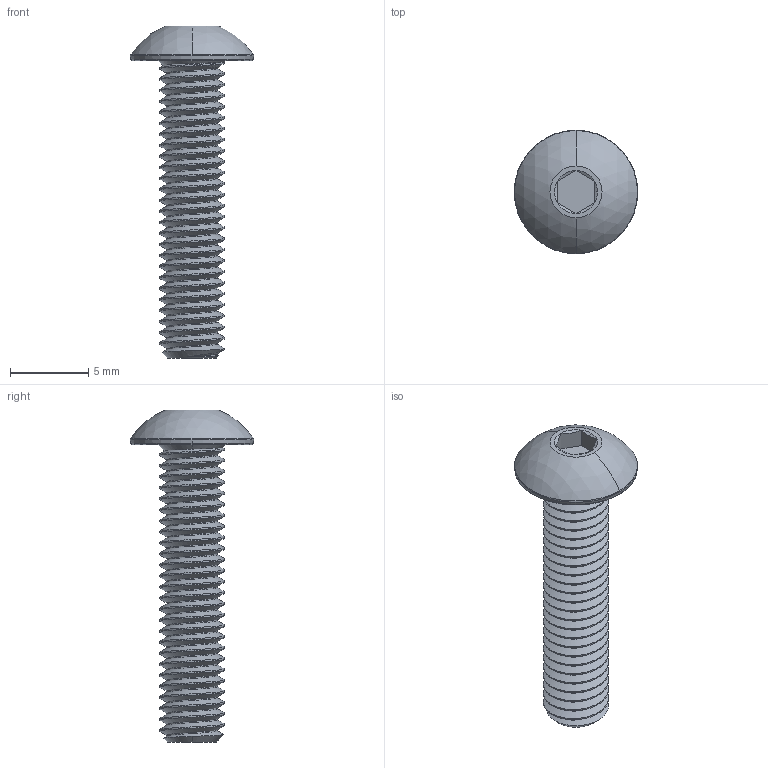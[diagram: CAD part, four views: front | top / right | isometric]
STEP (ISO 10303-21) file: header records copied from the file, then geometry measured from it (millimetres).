
FILE_DESCRIPTION (( 'STEP AP203' ), '1' );
FILE_NAME ('91255A837_Button Head Hex Drive Screw.STEP', '2022-11-30T17:56:20', ( 'Administrator' ), ( 'Managed by Terraform' ), 'SwSTEP 2.0', 'SolidWorks 2017', '' );
FILE_SCHEMA (( 'CONFIG_CONTROL_DESIGN' ));
Length unit declared in the file: inch
Products named in the file (1): 91255A837_Button Head Hex Drive Screw
Bounding box: 7.91 x 7.91 x 21.26 mm (x, y, z)
Volume: 275.5 mm3; surface area: 508.3 mm2
Topology: 1 solids, 1 shells, 87 faces, 232 edges, 149 vertices
Faces by surface type: cylinder 54, cone 14, plane 10, torus 4, bspline 3, sphere 2
Entity records: 6049 total; most frequent: CARTESIAN_POINT 4155, ORIENTED_EDGE 464, DIRECTION 305, EDGE_CURVE 232, VERTEX_POINT 149, AXIS2_PLACEMENT_3D 116, EDGE_LOOP 89, ADVANCED_FACE 87
